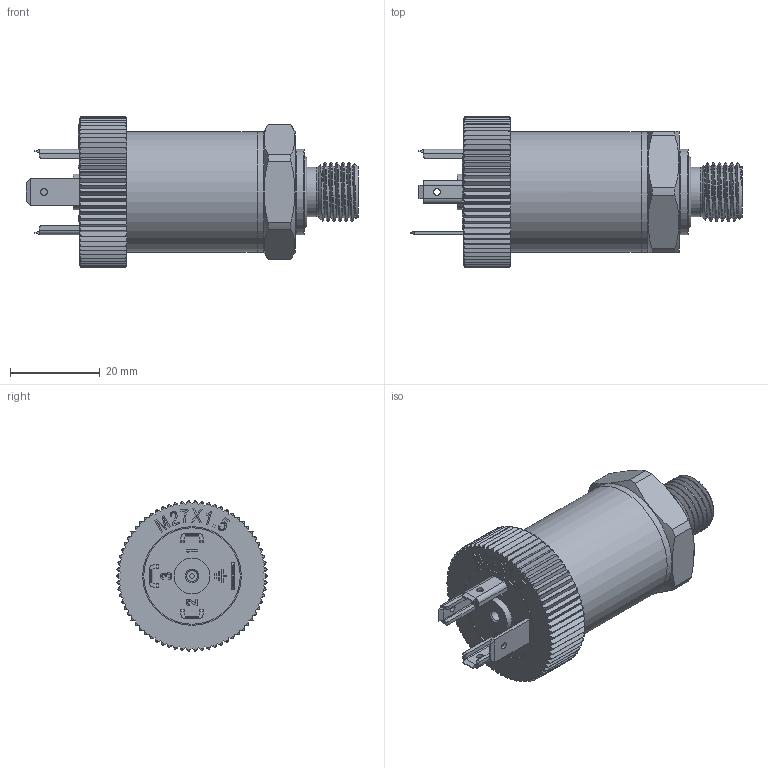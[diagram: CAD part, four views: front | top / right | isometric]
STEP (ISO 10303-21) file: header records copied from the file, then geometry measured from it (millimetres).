
FILE_DESCRIPTION(('STEP AP242'), '1');
FILE_NAME('弝謹.406233.500 楪縫狦180-XX-X-St-03-X-A1 (G1_4)', '', ('UNSPECIFIED'), ('UNSPECIFIED'), 'C3D Converter', 'C3D Toolkit', '');
FILE_SCHEMA(('AP242_MANAGED_MODEL_BASED_3D_ENGINEERING_MIM_LF { 1 0 10303 442 1 1 4 }'));
Length unit declared in the file: millimetre
Products named in the file (20): КУВФ.406233.500-03ЭСБ; КУВФ.713541.430.3029; DAT76С03-02; DAT76X03-02; КУВФ.301141.410.6550-01; КУВФ.713261.430.2362-01; КУВФ.320.004; BGRB03000OW; BGRB03000OW-Поджатое (1мм); КУВФ.741582.430.2021; DAT84X01
Assembly tree (19 placements, depth 4):
  КУВФ.406233.500-03ЭСБ
    КУВФ.713541.430.3029
    DAT76С03-02
    DAT76X03-02
    КУВФ.301141.410.6550-01
      КУВФ.713261.430.2362-01
      (unnamed)
    КУВФ.320.004
      (unnamed)
        BGRB03000OW
        BGRB03000OW-Поджатое (1мм)
        BGRB03000OW
      КУВФ.741582.430.2021
      DAT84X01
      (unnamed)
    (unnamed)
    (unnamed)
    (unnamed)
    (unnamed)
    (unnamed)
Bounding box: 74 x 33.6 x 33.57 mm (x, y, z)
Volume: 19529.1 mm3; surface area: 21762.1 mm2
Topology: 18 solids, 29 shells, 4572 faces, 12774 edges, 8329 vertices
Faces by surface type: plane 2260, cylinder 1002, bspline 811, sphere 247, torus 195, extrusion 43, cone 14
Full cylindrical faces by diameter (mm): 0.5 x8, 0.506 x1, 0.8 x11, 0.85 x5, 1 x7, 1.2 x4, 1.5 x4, 2 x4, 2.459 x1, 2.5 x2, 3 x1, 3.8 x1, 4 x5, 4.2 x1, 8 x2, 11 x1, 15.533 x1, 16 x3, 18.4 x1, 19 x4, 19.3 x1, 21 x1, 21.5 x1, 22 x2, 23 x2, 23.5 x2, 24.5 x1, 24.9 x1, 25 x2, 25.376 x1
Entity records: 221462 total; most frequent: CARTESIAN_POINT 80576, ORIENTED_EDGE 24772, DIRECTION 18073, EDGE_CURVE 12414, VERTEX_POINT 8323, VECTOR 6763, LINE 6720, AXIS2_PLACEMENT_3D 5655
